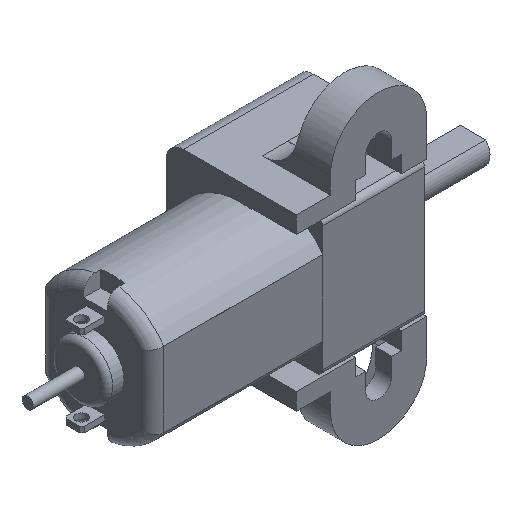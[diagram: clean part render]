
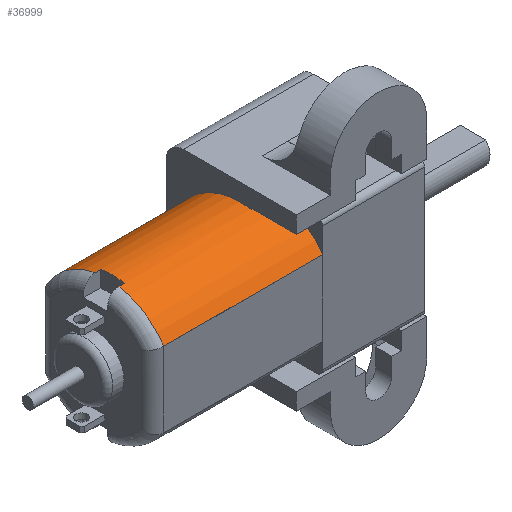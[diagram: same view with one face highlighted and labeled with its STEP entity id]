
A CAD part, isometric view. The second image highlights one B-rep face of the part: STEP entity #36999.
In plain terms, the highlighted cylindrical face has radius 6 mm (diameter 12 mm), a partial arc.
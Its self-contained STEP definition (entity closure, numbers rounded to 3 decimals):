
#2456 = VERTEX_POINT ( 'NONE', #5586 ) ;
#2527 = VERTEX_POINT ( 'NONE', #43346 ) ;
#2790 = DIRECTION ( 'NONE',  ( 1., 0., 0. ) ) ;
#2956 = AXIS2_PLACEMENT_3D ( 'NONE', #34753, #31416, #12208 ) ;
#2997 = CARTESIAN_POINT ( 'NONE',  ( -15., 1.05, 5.907 ) ) ;
#3533 = LINE ( 'NONE', #47025, #46017 ) ;
#3545 = CYLINDRICAL_SURFACE ( 'NONE', #45910, 6. ) ;
#3645 = DIRECTION ( 'NONE',  ( 1., 0., 0. ) ) ;
#3896 = AXIS2_PLACEMENT_3D ( 'NONE', #15519, #30624, #45829 ) ;
#4346 = EDGE_CURVE ( 'NONE', #6683, #27174, #24724, .T. ) ;
#4925 = ORIENTED_EDGE ( 'NONE', *, *, #22295, .T. ) ;
#5029 = DIRECTION ( 'NONE',  ( 1., 0., 0. ) ) ;
#5586 = CARTESIAN_POINT ( 'NONE',  ( -2.3, 5., 3.317 ) ) ;
#6508 = DIRECTION ( 'NONE',  ( 0., 0., -1. ) ) ;
#6683 = VERTEX_POINT ( 'NONE', #29920 ) ;
#6684 = CARTESIAN_POINT ( 'NONE',  ( -15., 0., 0. ) ) ;
#6842 = CARTESIAN_POINT ( 'NONE',  ( -13.5, 1.05, 5.907 ) ) ;
#6899 = DIRECTION ( 'NONE',  ( 1., 0., 0. ) ) ;
#9208 = ORIENTED_EDGE ( 'NONE', *, *, #11593, .T. ) ;
#10216 = DIRECTION ( 'NONE',  ( 1., 0., 0. ) ) ;
#11272 = ORIENTED_EDGE ( 'NONE', *, *, #37468, .F. ) ;
#11593 = EDGE_CURVE ( 'NONE', #27174, #2527, #24515, .T. ) ;
#11735 = EDGE_CURVE ( 'NONE', #2527, #15714, #35110, .T. ) ;
#12208 = DIRECTION ( 'NONE',  ( 0., 0., -1. ) ) ;
#12918 = DIRECTION ( 'NONE',  ( 1., 0., 0. ) ) ;
#14342 = EDGE_LOOP ( 'NONE', ( #25022, #11272, #4925, #39370, #27460, #17806, #43719, #9208, #25604, #42140 ) ) ;
#15519 = CARTESIAN_POINT ( 'NONE',  ( 0., 0., 0. ) ) ;
#15714 = VERTEX_POINT ( 'NONE', #19224 ) ;
#16893 = VECTOR ( 'NONE', #25427, 1000. ) ;
#17132 = CIRCLE ( 'NONE', #17979, 6. ) ;
#17554 = DIRECTION ( 'NONE',  ( 1., 0., 0. ) ) ;
#17806 = ORIENTED_EDGE ( 'NONE', *, *, #36479, .F. ) ;
#17979 = AXIS2_PLACEMENT_3D ( 'NONE', #31606, #35263, #42721 ) ;
#18082 = CIRCLE ( 'NONE', #2956, 6. ) ;
#18685 = EDGE_CURVE ( 'NONE', #22565, #43541, #18082, .T. ) ;
#19224 = CARTESIAN_POINT ( 'NONE',  ( 0., -1., 5.916 ) ) ;
#19921 = CARTESIAN_POINT ( 'NONE',  ( -14., 1.05, 5.907 ) ) ;
#20150 = EDGE_CURVE ( 'NONE', #34194, #15714, #44928, .T. ) ;
#21472 = VERTEX_POINT ( 'NONE', #24886 ) ;
#22295 = EDGE_CURVE ( 'NONE', #21472, #25418, #17132, .T. ) ;
#22565 = VERTEX_POINT ( 'NONE', #26834 ) ;
#22870 = EDGE_CURVE ( 'NONE', #2456, #34194, #29889, .T. ) ;
#24515 = LINE ( 'NONE', #33469, #27425 ) ;
#24724 = CIRCLE ( 'NONE', #46128, 6. ) ;
#24886 = CARTESIAN_POINT ( 'NONE',  ( -14., 5., 3.317 ) ) ;
#25022 = ORIENTED_EDGE ( 'NONE', *, *, #22870, .F. ) ;
#25172 = DIRECTION ( 'NONE',  ( 0., 0., 1. ) ) ;
#25248 = LINE ( 'NONE', #44686, #25854 ) ;
#25418 = VERTEX_POINT ( 'NONE', #19921 ) ;
#25427 = DIRECTION ( 'NONE',  ( -1., 0., 0. ) ) ;
#25604 = ORIENTED_EDGE ( 'NONE', *, *, #11735, .T. ) ;
#25854 = VECTOR ( 'NONE', #2790, 1000. ) ;
#26834 = CARTESIAN_POINT ( 'NONE',  ( -13.5, -1.05, 5.907 ) ) ;
#27174 = VERTEX_POINT ( 'NONE', #43278 ) ;
#27258 = EDGE_CURVE ( 'NONE', #43541, #25418, #35776, .T. ) ;
#27425 = VECTOR ( 'NONE', #3645, 1000. ) ;
#27460 = ORIENTED_EDGE ( 'NONE', *, *, #18685, .F. ) ;
#28078 = CARTESIAN_POINT ( 'NONE',  ( -15., -1., 5.916 ) ) ;
#28632 = CARTESIAN_POINT ( 'NONE',  ( -14., 0., 0. ) ) ;
#29889 = CIRCLE ( 'NONE', #42310, 6. ) ;
#29920 = CARTESIAN_POINT ( 'NONE',  ( -14., -1.05, 5.907 ) ) ;
#30147 = VECTOR ( 'NONE', #5029, 1000. ) ;
#30624 = DIRECTION ( 'NONE',  ( -1., 0., 0. ) ) ;
#31416 = DIRECTION ( 'NONE',  ( -1., 0., 0. ) ) ;
#31606 = CARTESIAN_POINT ( 'NONE',  ( -14., 0., 0. ) ) ;
#33469 = CARTESIAN_POINT ( 'NONE',  ( -15., -5., 3.317 ) ) ;
#34194 = VERTEX_POINT ( 'NONE', #42685 ) ;
#34753 = CARTESIAN_POINT ( 'NONE',  ( -13.5, 0., 0. ) ) ;
#35110 = CIRCLE ( 'NONE', #3896, 6. ) ;
#35263 = DIRECTION ( 'NONE',  ( 1., 0., 0. ) ) ;
#35776 = LINE ( 'NONE', #2997, #16893 ) ;
#36479 = EDGE_CURVE ( 'NONE', #6683, #22565, #3533, .T. ) ;
#36999 = ADVANCED_FACE ( 'NONE', ( #41905 ), #3545, .T. ) ;
#37468 = EDGE_CURVE ( 'NONE', #21472, #2456, #25248, .T. ) ;
#39370 = ORIENTED_EDGE ( 'NONE', *, *, #27258, .F. ) ;
#40350 = DIRECTION ( 'NONE',  ( 0., 0., -1. ) ) ;
#41905 = FACE_OUTER_BOUND ( 'NONE', #14342, .T. ) ;
#42140 = ORIENTED_EDGE ( 'NONE', *, *, #20150, .F. ) ;
#42310 = AXIS2_PLACEMENT_3D ( 'NONE', #48097, #6899, #25172 ) ;
#42685 = CARTESIAN_POINT ( 'NONE',  ( -2.3, -1., 5.916 ) ) ;
#42721 = DIRECTION ( 'NONE',  ( 0., 0., -1. ) ) ;
#43278 = CARTESIAN_POINT ( 'NONE',  ( -14., -5., 3.317 ) ) ;
#43346 = CARTESIAN_POINT ( 'NONE',  ( 0., -5., 3.317 ) ) ;
#43541 = VERTEX_POINT ( 'NONE', #6842 ) ;
#43719 = ORIENTED_EDGE ( 'NONE', *, *, #4346, .T. ) ;
#44686 = CARTESIAN_POINT ( 'NONE',  ( -15., 5., 3.317 ) ) ;
#44928 = LINE ( 'NONE', #28078, #30147 ) ;
#45829 = DIRECTION ( 'NONE',  ( 0., 0., 1. ) ) ;
#45910 = AXIS2_PLACEMENT_3D ( 'NONE', #6684, #17554, #6508 ) ;
#46017 = VECTOR ( 'NONE', #12918, 1000. ) ;
#46128 = AXIS2_PLACEMENT_3D ( 'NONE', #28632, #10216, #40350 ) ;
#47025 = CARTESIAN_POINT ( 'NONE',  ( -15., -1.05, 5.907 ) ) ;
#48097 = CARTESIAN_POINT ( 'NONE',  ( -2.3, 0., 0. ) ) ;
